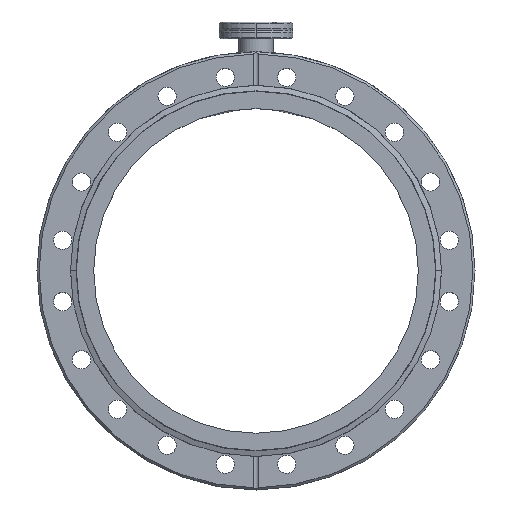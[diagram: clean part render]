
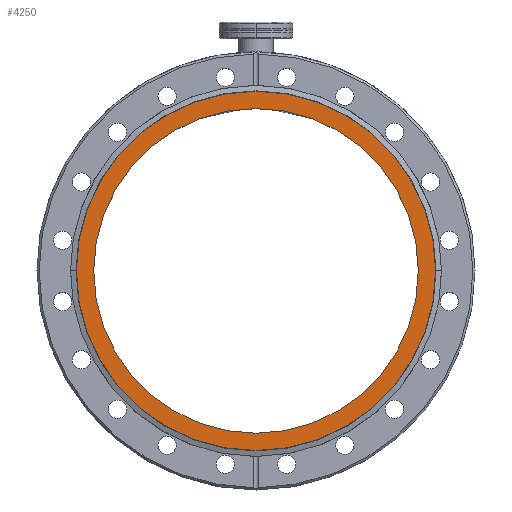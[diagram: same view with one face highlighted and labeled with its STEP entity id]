
A CAD part, top view. The second image highlights one B-rep face of the part: STEP entity #4250.
In plain terms, the highlighted planar face has unit normal (0, 0, 1).
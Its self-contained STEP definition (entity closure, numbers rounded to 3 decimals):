
#41 = AXIS2_PLACEMENT_3D ( 'NONE', #5718, #2658, #6249 ) ;
#101 = FACE_BOUND ( 'NONE', #5989, .T. ) ;
#215 = CARTESIAN_POINT ( 'NONE',  ( 82.998, 0., -1.2 ) ) ;
#265 = EDGE_CURVE ( 'NONE', #5872, #3178, #1901, .T. ) ;
#355 = DIRECTION ( 'NONE',  ( -1., 0., 0. ) ) ;
#601 = EDGE_CURVE ( 'NONE', #3178, #5872, #1817, .T. ) ;
#652 = CIRCLE ( 'NONE', #41, 82.998 ) ;
#736 = CARTESIAN_POINT ( 'NONE',  ( 0., 0., -1.2 ) ) ;
#772 = CARTESIAN_POINT ( 'NONE',  ( 0., 0., -1.2 ) ) ;
#972 = EDGE_LOOP ( 'NONE', ( #3474, #4927 ) ) ;
#1016 = VERTEX_POINT ( 'NONE', #215 ) ;
#1137 = DIRECTION ( 'NONE',  ( 0., 0., 1. ) ) ;
#1203 = DIRECTION ( 'NONE',  ( -1., 0., 0. ) ) ;
#1207 = DIRECTION ( 'NONE',  ( -1., 0., 0. ) ) ;
#1594 = AXIS2_PLACEMENT_3D ( 'NONE', #6434, #3347, #355 ) ;
#1646 = VERTEX_POINT ( 'NONE', #5102 ) ;
#1817 = CIRCLE ( 'NONE', #5653, 75. ) ;
#1901 = CIRCLE ( 'NONE', #2481, 75. ) ;
#2481 = AXIS2_PLACEMENT_3D ( 'NONE', #4119, #4145, #4227 ) ;
#2606 = FACE_OUTER_BOUND ( 'NONE', #972, .T. ) ;
#2658 = DIRECTION ( 'NONE',  ( 0., 0., -1. ) ) ;
#3178 = VERTEX_POINT ( 'NONE', #4797 ) ;
#3347 = DIRECTION ( 'NONE',  ( 0., 0., -1. ) ) ;
#3474 = ORIENTED_EDGE ( 'NONE', *, *, #5562, .F. ) ;
#4119 = CARTESIAN_POINT ( 'NONE',  ( 0., 0., -1.2 ) ) ;
#4145 = DIRECTION ( 'NONE',  ( 0., 0., 1. ) ) ;
#4227 = DIRECTION ( 'NONE',  ( -1., 0., 0. ) ) ;
#4250 = ADVANCED_FACE ( 'NONE', ( #2606, #101 ), #6412, .F. ) ;
#4263 = DIRECTION ( 'NONE',  ( 0., 0., -1. ) ) ;
#4520 = ORIENTED_EDGE ( 'NONE', *, *, #265, .F. ) ;
#4532 = EDGE_CURVE ( 'NONE', #1646, #1016, #652, .T. ) ;
#4797 = CARTESIAN_POINT ( 'NONE',  ( -75., 0., -1.2 ) ) ;
#4927 = ORIENTED_EDGE ( 'NONE', *, *, #4532, .F. ) ;
#5102 = CARTESIAN_POINT ( 'NONE',  ( -82.998, 0., -1.2 ) ) ;
#5562 = EDGE_CURVE ( 'NONE', #1016, #1646, #5608, .T. ) ;
#5608 = CIRCLE ( 'NONE', #6540, 82.998 ) ;
#5653 = AXIS2_PLACEMENT_3D ( 'NONE', #772, #1137, #1203 ) ;
#5718 = CARTESIAN_POINT ( 'NONE',  ( 0., 0., -1.2 ) ) ;
#5872 = VERTEX_POINT ( 'NONE', #6485 ) ;
#5989 = EDGE_LOOP ( 'NONE', ( #4520, #6261 ) ) ;
#6249 = DIRECTION ( 'NONE',  ( -1., 0., 0. ) ) ;
#6261 = ORIENTED_EDGE ( 'NONE', *, *, #601, .F. ) ;
#6412 = PLANE ( 'NONE',  #1594 ) ;
#6434 = CARTESIAN_POINT ( 'NONE',  ( 0., 0., -1.2 ) ) ;
#6485 = CARTESIAN_POINT ( 'NONE',  ( 75., 0., -1.2 ) ) ;
#6540 = AXIS2_PLACEMENT_3D ( 'NONE', #736, #4263, #1207 ) ;
